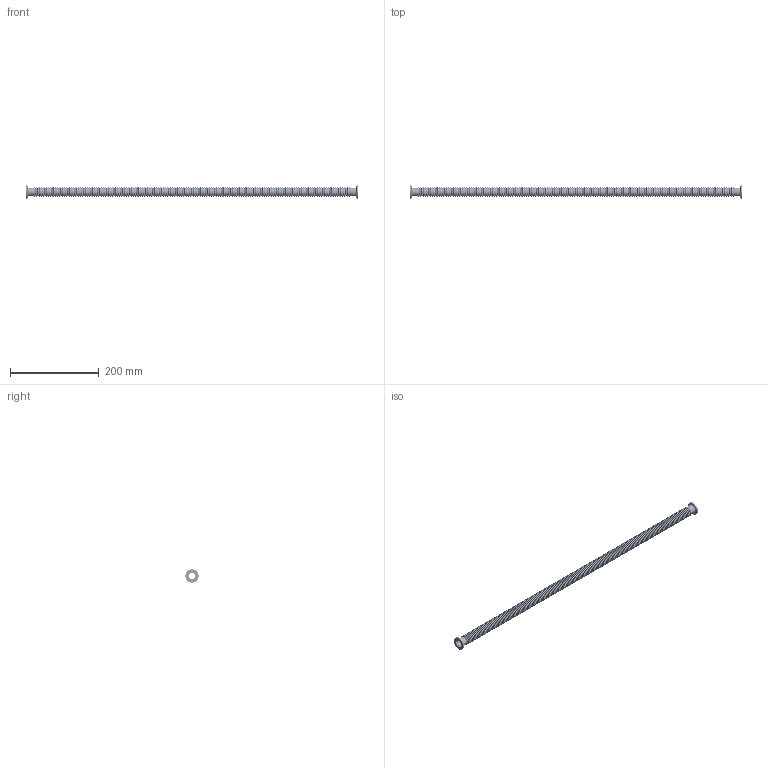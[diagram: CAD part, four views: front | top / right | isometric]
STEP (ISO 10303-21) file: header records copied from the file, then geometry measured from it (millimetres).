
FILE_DESCRIPTION (( 'STEP AP214' ), '1' );
FILE_NAME ('120SWG016-0750.stp', '2017-06-07T11:05:26', ( '' ), ( '' ), 'SwSTEP 2.0', 'SolidWorks 2015', '' );
FILE_SCHEMA (( 'AUTOMOTIVE_DESIGN' ));
Length unit declared in the file: millimetre
Products named in the file (1): 120SWG016-0750
Bounding box: 750 x 30 x 30 mm (x, y, z)
Volume: 20988.2 mm3; surface area: 204797.6 mm2
Topology: 1 solids, 1 shells, 5076 faces, 10156 edges, 5804 vertices
Faces by surface type: torus 2892, cylinder 1456, plane 724, cone 4
Entity records: 189330 total; most frequent: DIRECTION 29006, CARTESIAN_POINT 21037, ORIENTED_EDGE 20312, AXIS2_PLACEMENT_3D 13773, EDGE_CURVE 10156, CIRCLE 8696, VERTEX_POINT 5804, EDGE_LOOP 5800
